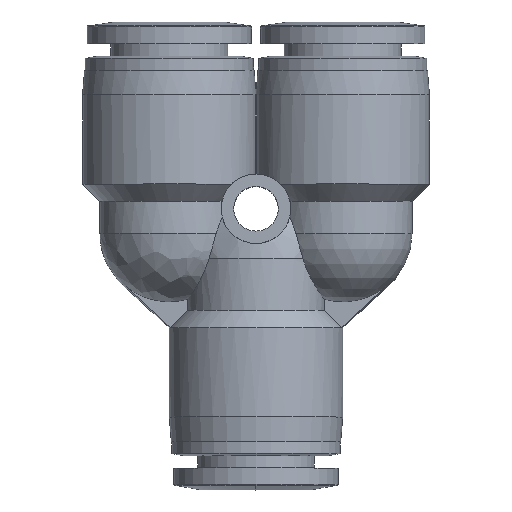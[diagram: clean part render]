
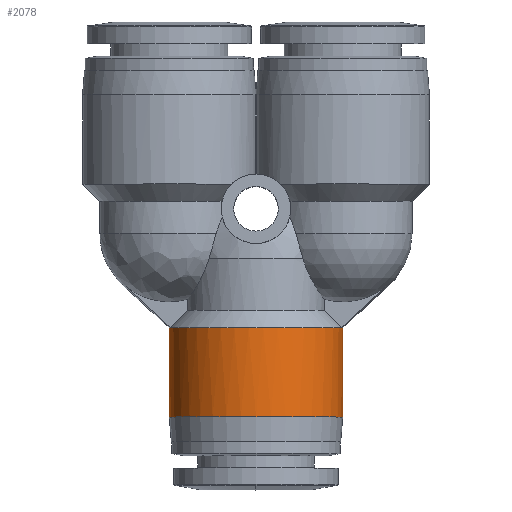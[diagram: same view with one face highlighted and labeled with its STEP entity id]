
A CAD part, top view. The second image highlights one B-rep face of the part: STEP entity #2078.
In plain terms, the highlighted cylindrical face has radius 8.75 mm (diameter 17.5 mm), a partial arc.
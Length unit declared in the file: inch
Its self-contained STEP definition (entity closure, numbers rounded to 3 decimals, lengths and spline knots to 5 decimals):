
#7 = AXIS2_PLACEMENT_3D ( 'NONE', #1804, #5053, #2277 ) ;
#394 = EDGE_CURVE ( 'NONE', #3133, #3573, #1811, .T. ) ;
#683 = ORIENTED_EDGE ( 'NONE', *, *, #1899, .F. ) ;
#720 = CIRCLE ( 'NONE', #7, 0.34449 ) ;
#769 = CARTESIAN_POINT ( 'NONE',  ( 0.34095, 0.35433, 0.04921 ) ) ;
#859 = VECTOR ( 'NONE', #2342, 39.37008 ) ;
#1039 = CARTESIAN_POINT ( 'NONE',  ( 0.34331, 0.35433, 0.03289 ) ) ;
#1217 = EDGE_CURVE ( 'NONE', #4804, #4584, #1637, .T. ) ;
#1505 = CARTESIAN_POINT ( 'NONE',  ( 0., 0., 0. ) ) ;
#1558 = ORIENTED_EDGE ( 'NONE', *, *, #1217, .T. ) ;
#1637 = B_SPLINE_CURVE_WITH_KNOTS ( 'NONE', 3,
 ( #5259, #3350, #1039, #2461 ),
 .UNSPECIFIED., .F., .F.,
 ( 4, 4 ),
 ( 0.00125, 0.00251 ),
 .UNSPECIFIED. ) ;
#1804 = CARTESIAN_POINT ( 'NONE',  ( 0., 0.35433, 0. ) ) ;
#1811 = CIRCLE ( 'NONE', #3657, 0.34449 ) ;
#1818 = CARTESIAN_POINT ( 'NONE',  ( -0.34449, 0.35433, 0. ) ) ;
#1872 = CARTESIAN_POINT ( 'NONE',  ( 0.34449, 0.17717, 0. ) ) ;
#1899 = EDGE_CURVE ( 'NONE', #3573, #4736, #3510, .T. ) ;
#1959 = VECTOR ( 'NONE', #2833, 39.37008 ) ;
#2073 = CARTESIAN_POINT ( 'NONE',  ( 0., 0.17717, 0. ) ) ;
#2078 = ADVANCED_FACE ( 'NONE', ( #4276 ), #2612, .T. ) ;
#2141 = CARTESIAN_POINT ( 'NONE',  ( -0.34449, 0.35433, 0.01649 ) ) ;
#2265 = LINE ( 'NONE', #1872, #859 ) ;
#2277 = DIRECTION ( 'NONE',  ( -1., 0., 0. ) ) ;
#2342 = DIRECTION ( 'NONE',  ( 0., 1., 0. ) ) ;
#2461 = CARTESIAN_POINT ( 'NONE',  ( 0.34095, 0.35433, 0.04921 ) ) ;
#2612 = CYLINDRICAL_SURFACE ( 'NONE', #5600, 0.34449 ) ;
#2633 = EDGE_LOOP ( 'NONE', ( #4127, #5433, #1558, #4638, #4240, #683 ) ) ;
#2833 = DIRECTION ( 'NONE',  ( 0., 1., 0. ) ) ;
#2856 = CARTESIAN_POINT ( 'NONE',  ( -0.34449, 0.17717, 0. ) ) ;
#2886 = EDGE_CURVE ( 'NONE', #3133, #4804, #2265, .T. ) ;
#2967 = CARTESIAN_POINT ( 'NONE',  ( -0.34331, 0.35433, 0.03289 ) ) ;
#2975 = DIRECTION ( 'NONE',  ( 0., 1., 0. ) ) ;
#3133 = VERTEX_POINT ( 'NONE', #5393 ) ;
#3350 = CARTESIAN_POINT ( 'NONE',  ( 0.34449, 0.35433, 0.01649 ) ) ;
#3454 = DIRECTION ( 'NONE',  ( -1., 0., 0. ) ) ;
#3510 = LINE ( 'NONE', #2856, #1959 ) ;
#3573 = VERTEX_POINT ( 'NONE', #5612 ) ;
#3615 = VERTEX_POINT ( 'NONE', #3759 ) ;
#3656 = CARTESIAN_POINT ( 'NONE',  ( 0.34449, 0.35433, 0. ) ) ;
#3657 = AXIS2_PLACEMENT_3D ( 'NONE', #1505, #4195, #3722 ) ;
#3722 = DIRECTION ( 'NONE',  ( -1., 0., 0. ) ) ;
#3759 = CARTESIAN_POINT ( 'NONE',  ( -0.34095, 0.35433, 0.04921 ) ) ;
#3859 = EDGE_CURVE ( 'NONE', #3615, #4736, #4295, .T. ) ;
#4127 = ORIENTED_EDGE ( 'NONE', *, *, #394, .F. ) ;
#4195 = DIRECTION ( 'NONE',  ( 0., -1., 0. ) ) ;
#4240 = ORIENTED_EDGE ( 'NONE', *, *, #3859, .T. ) ;
#4276 = FACE_OUTER_BOUND ( 'NONE', #2633, .T. ) ;
#4295 = B_SPLINE_CURVE_WITH_KNOTS ( 'NONE', 3,
 ( #4427, #2967, #2141, #5399 ),
 .UNSPECIFIED., .F., .F.,
 ( 4, 4 ),
 ( 0., 0.00125 ),
 .UNSPECIFIED. ) ;
#4427 = CARTESIAN_POINT ( 'NONE',  ( -0.34095, 0.35433, 0.04921 ) ) ;
#4584 = VERTEX_POINT ( 'NONE', #769 ) ;
#4638 = ORIENTED_EDGE ( 'NONE', *, *, #5578, .T. ) ;
#4736 = VERTEX_POINT ( 'NONE', #1818 ) ;
#4804 = VERTEX_POINT ( 'NONE', #3656 ) ;
#5053 = DIRECTION ( 'NONE',  ( 0., -1., 0. ) ) ;
#5259 = CARTESIAN_POINT ( 'NONE',  ( 0.34449, 0.35433, 0. ) ) ;
#5393 = CARTESIAN_POINT ( 'NONE',  ( 0.34449, 0., 0. ) ) ;
#5399 = CARTESIAN_POINT ( 'NONE',  ( -0.34449, 0.35433, 0. ) ) ;
#5433 = ORIENTED_EDGE ( 'NONE', *, *, #2886, .T. ) ;
#5578 = EDGE_CURVE ( 'NONE', #4584, #3615, #720, .T. ) ;
#5600 = AXIS2_PLACEMENT_3D ( 'NONE', #2073, #2975, #3454 ) ;
#5612 = CARTESIAN_POINT ( 'NONE',  ( -0.34449, 0., 0. ) ) ;
